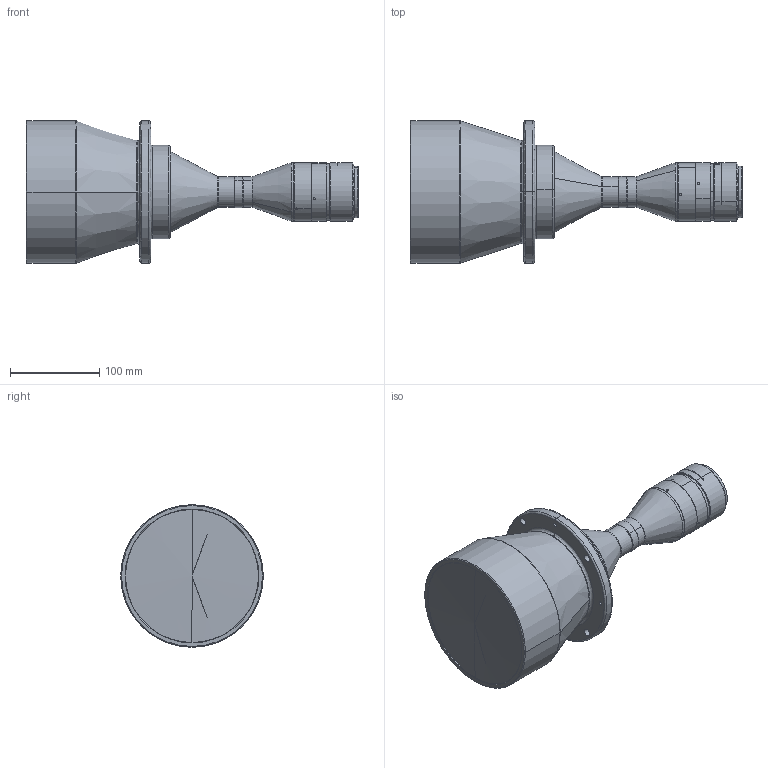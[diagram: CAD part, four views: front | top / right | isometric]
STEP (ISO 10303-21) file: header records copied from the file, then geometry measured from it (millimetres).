
FILE_DESCRIPTION (( 'STEP AP203' ), '1' );
FILE_NAME ('DTCM210-120H-M58-AL.STEP', '2019-12-18T03:24:10', ( '' ), ( '' ), 'SwSTEP 2.0', 'SolidWorks 2017', '' );
FILE_SCHEMA (( 'CONFIG_CONTROL_DESIGN' ));
Length unit declared in the file: millimetre
Products named in the file (1): DTCM210-120H-M58-AL
Bounding box: 372.78 x 160 x 160 mm (x, y, z)
Volume: 3160723.1 mm3; surface area: 160470.2 mm2
Topology: 1 solids, 2 shells, 151 faces, 359 edges, 226 vertices
Faces by surface type: cylinder 76, cone 36, plane 23, bspline 16
Entity records: 5598 total; most frequent: CARTESIAN_POINT 2056, DIRECTION 745, ORIENTED_EDGE 710, EDGE_CURVE 355, AXIS2_PLACEMENT_3D 311, VERTEX_POINT 226, EDGE_LOOP 185, CIRCLE 175
